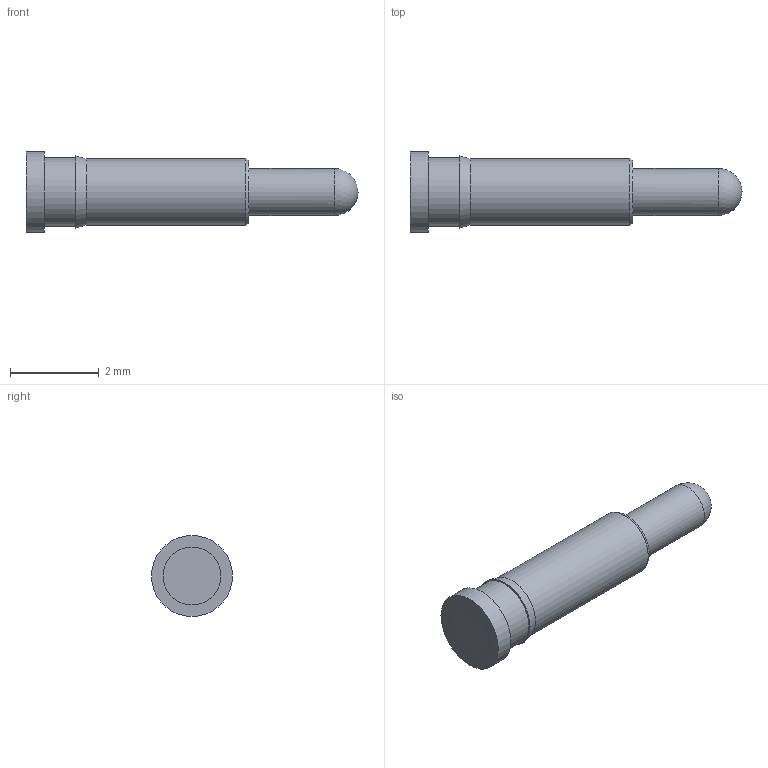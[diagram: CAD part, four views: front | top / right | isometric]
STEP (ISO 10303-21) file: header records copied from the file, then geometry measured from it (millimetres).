
FILE_DESCRIPTION(/* description */ (''),/* implementation_level */ '2;1');
FILE_NAME(/* name */ 'Male Pogo.step',/* time_stamp */ '2022-12-02T21:46:08+01:00',/* author */ (''),/* organization */ (''),/* preprocessor_version */ 'ST-DEVELOPER v19.2',/* originating_system */ 'Autodesk Translation Framework v11.17.0.187',/* authorisation */ '');
FILE_SCHEMA (('AUTOMOTIVE_DESIGN { 1 0 10303 214 3 1 1 }'));
Length unit declared in the file: inch
Products named in the file (1): mill-max-0928
Bounding box: 7.49 x 1.83 x 1.83 mm (x, y, z)
Volume: 11.4 mm3; surface area: 36.8 mm2
Topology: 1 solids, 1 shells, 12 faces, 20 edges, 13 vertices
Faces by surface type: plane 5, cylinder 4, cone 2, sphere 1
Full cylindrical faces by diameter (mm): 1.062 x1, 1.499 x1, 1.549 x1, 1.829 x1
Entity records: 326 total; most frequent: DIRECTION 58, CARTESIAN_POINT 45, ORIENTED_EDGE 38, AXIS2_PLACEMENT_3D 26, EDGE_CURVE 19, EDGE_LOOP 16, CIRCLE 13, VERTEX_POINT 13
